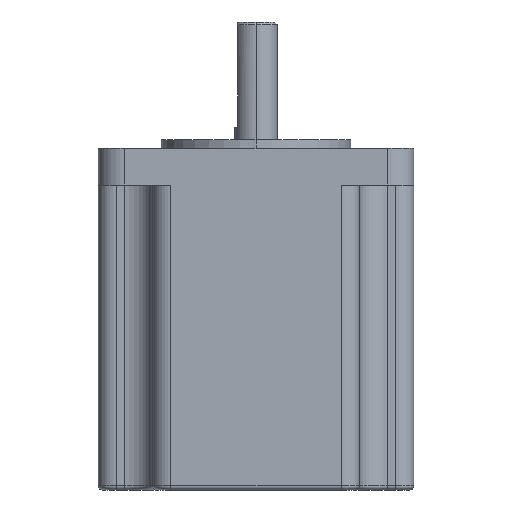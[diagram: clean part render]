
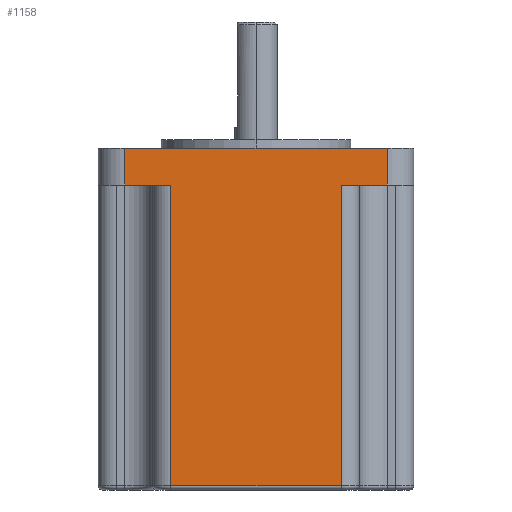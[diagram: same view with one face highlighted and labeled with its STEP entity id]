
A CAD part, left-side view. The second image highlights one B-rep face of the part: STEP entity #1158.
In plain terms, the highlighted planar face has unit normal (-1, 0, 0).
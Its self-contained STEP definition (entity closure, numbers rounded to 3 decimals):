
#47 = LINE ( 'NONE', #1975, #731 ) ;
#117 = CARTESIAN_POINT ( 'NONE',  ( -30., 16.2, -7. ) ) ;
#121 = LINE ( 'NONE', #2280, #663 ) ;
#196 = DIRECTION ( 'NONE',  ( 0., 0., 1. ) ) ;
#296 = VERTEX_POINT ( 'NONE', #117 ) ;
#352 = FACE_OUTER_BOUND ( 'NONE', #1681, .T. ) ;
#366 = ORIENTED_EDGE ( 'NONE', *, *, #2046, .F. ) ;
#439 = DIRECTION ( 'NONE',  ( 0., 0., 1. ) ) ;
#455 = CARTESIAN_POINT ( 'NONE',  ( -30., 16.2, -65. ) ) ;
#584 = VECTOR ( 'NONE', #1645, 1000. ) ;
#588 = VECTOR ( 'NONE', #196, 1000. ) ;
#595 = CARTESIAN_POINT ( 'NONE',  ( -30., 25., -7. ) ) ;
#631 = VECTOR ( 'NONE', #814, 1000. ) ;
#644 = DIRECTION ( 'NONE',  ( 0., -1., 0. ) ) ;
#663 = VECTOR ( 'NONE', #2045, 1000. ) ;
#681 = VERTEX_POINT ( 'NONE', #1216 ) ;
#687 = CARTESIAN_POINT ( 'NONE',  ( -30., -25., -65. ) ) ;
#696 = VECTOR ( 'NONE', #439, 1000. ) ;
#703 = LINE ( 'NONE', #455, #588 ) ;
#715 = VECTOR ( 'NONE', #1438, 1000. ) ;
#731 = VECTOR ( 'NONE', #1736, 1000. ) ;
#755 = VECTOR ( 'NONE', #1800, 1000. ) ;
#814 = DIRECTION ( 'NONE',  ( 0., 0., 1. ) ) ;
#864 = ORIENTED_EDGE ( 'NONE', *, *, #2022, .T. ) ;
#868 = VERTEX_POINT ( 'NONE', #595 ) ;
#895 = DIRECTION ( 'NONE',  ( -1., 0., 0. ) ) ;
#922 = ORIENTED_EDGE ( 'NONE', *, *, #2055, .T. ) ;
#935 = LINE ( 'NONE', #687, #696 ) ;
#950 = CARTESIAN_POINT ( 'NONE',  ( -30., 25., 0. ) ) ;
#1011 = CARTESIAN_POINT ( 'NONE',  ( -30., -25., -7. ) ) ;
#1081 = CARTESIAN_POINT ( 'NONE',  ( -30., -16.2, -65. ) ) ;
#1092 = VERTEX_POINT ( 'NONE', #2048 ) ;
#1124 = ORIENTED_EDGE ( 'NONE', *, *, #2015, .T. ) ;
#1154 = CARTESIAN_POINT ( 'NONE',  ( -30., 0., -65. ) ) ;
#1158 = ADVANCED_FACE ( 'NONE', ( #352 ), #2348, .T. ) ;
#1180 = ORIENTED_EDGE ( 'NONE', *, *, #1994, .T. ) ;
#1182 = AXIS2_PLACEMENT_3D ( 'NONE', #1154, #895, #644 ) ;
#1216 = CARTESIAN_POINT ( 'NONE',  ( -30., -16.2, -64.2 ) ) ;
#1249 = CARTESIAN_POINT ( 'NONE',  ( -30., -16.2, -7. ) ) ;
#1310 = ORIENTED_EDGE ( 'NONE', *, *, #1993, .F. ) ;
#1325 = LINE ( 'NONE', #1081, #631 ) ;
#1438 = DIRECTION ( 'NONE',  ( 0., -1., 0. ) ) ;
#1443 = ORIENTED_EDGE ( 'NONE', *, *, #1960, .F. ) ;
#1622 = VERTEX_POINT ( 'NONE', #2337 ) ;
#1645 = DIRECTION ( 'NONE',  ( 0., -1., 0. ) ) ;
#1681 = EDGE_LOOP ( 'NONE', ( #366, #922, #864, #1124, #1180, #1310, #1443, #1738 ) ) ;
#1687 = CARTESIAN_POINT ( 'NONE',  ( -30., 0., 0. ) ) ;
#1736 = DIRECTION ( 'NONE',  ( 0., 0., 1. ) ) ;
#1738 = ORIENTED_EDGE ( 'NONE', *, *, #1947, .T. ) ;
#1800 = DIRECTION ( 'NONE',  ( 0., -1., 0. ) ) ;
#1881 = CARTESIAN_POINT ( 'NONE',  ( -30., -16.2, -64.2 ) ) ;
#1920 = LINE ( 'NONE', #1687, #715 ) ;
#1947 = EDGE_CURVE ( 'NONE', #868, #296, #2265, .T. ) ;
#1960 = EDGE_CURVE ( 'NONE', #868, #2042, #47, .T. ) ;
#1965 = VERTEX_POINT ( 'NONE', #1249 ) ;
#1975 = CARTESIAN_POINT ( 'NONE',  ( -30., 25., -65. ) ) ;
#1993 = EDGE_CURVE ( 'NONE', #2042, #1622, #1920, .T. ) ;
#1994 = EDGE_CURVE ( 'NONE', #2032, #1622, #935, .T. ) ;
#2015 = EDGE_CURVE ( 'NONE', #1965, #2032, #121, .T. ) ;
#2022 = EDGE_CURVE ( 'NONE', #681, #1965, #1325, .T. ) ;
#2030 = CARTESIAN_POINT ( 'NONE',  ( -30., 0., -7. ) ) ;
#2032 = VERTEX_POINT ( 'NONE', #1011 ) ;
#2042 = VERTEX_POINT ( 'NONE', #950 ) ;
#2045 = DIRECTION ( 'NONE',  ( 0., -1., 0. ) ) ;
#2046 = EDGE_CURVE ( 'NONE', #1092, #296, #703, .T. ) ;
#2048 = CARTESIAN_POINT ( 'NONE',  ( -30., 16.2, -64.2 ) ) ;
#2055 = EDGE_CURVE ( 'NONE', #1092, #681, #2112, .T. ) ;
#2112 = LINE ( 'NONE', #1881, #584 ) ;
#2265 = LINE ( 'NONE', #2030, #755 ) ;
#2280 = CARTESIAN_POINT ( 'NONE',  ( -30., 0., -7. ) ) ;
#2337 = CARTESIAN_POINT ( 'NONE',  ( -30., -25., 0. ) ) ;
#2348 = PLANE ( 'NONE',  #1182 ) ;
